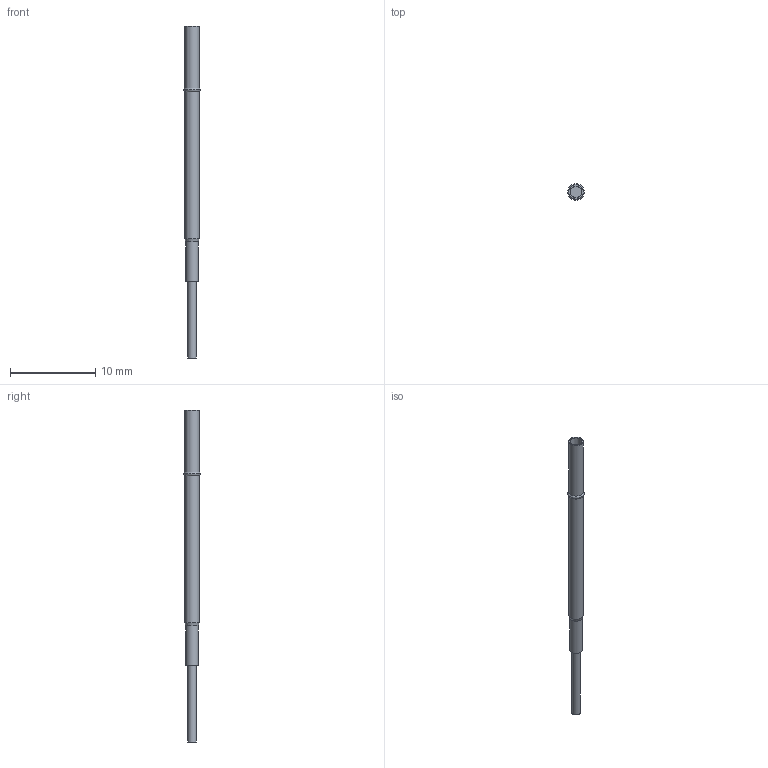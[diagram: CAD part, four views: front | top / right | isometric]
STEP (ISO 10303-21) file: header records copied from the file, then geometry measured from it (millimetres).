
FILE_DESCRIPTION(('FreeCAD Model'),'2;1');
FILE_NAME('Open CASCADE Shape Model','2021-04-17T22:27:01',('FreeCAD'),( 'FreeCAD'),'Open CASCADE STEP processor 7.5','FreeCAD','Unknown');
FILE_SCHEMA(('AUTOMOTIVE_DESIGN_CC2 { 1 2 10303 214 -1 1 5 4 }'));
Length unit declared in the file: millimetre
Products named in the file (1): Open CASCADE STEP translator 7.5 1
Bounding box: 1.93 x 1.93 x 39 mm (x, y, z)
Volume: 35.4 mm3; surface area: 292.2 mm2
Topology: 1 solids, 1 shells, 12 faces, 19 edges, 11 vertices
Faces by surface type: cylinder 5, plane 4, torus 2, cone 1
Full cylindrical faces by diameter (mm): 1 x1, 1.38 x1, 1.47 x1, 1.68 x2
Entity records: 532 total; most frequent: DIRECTION 95, CARTESIAN_POINT 82, ORIENTED_EDGE 38, PCURVE 38, DEFINITIONAL_REPRESENTATION 38, LINE 37, VECTOR 37, AXIS2_PLACEMENT_3D 26
